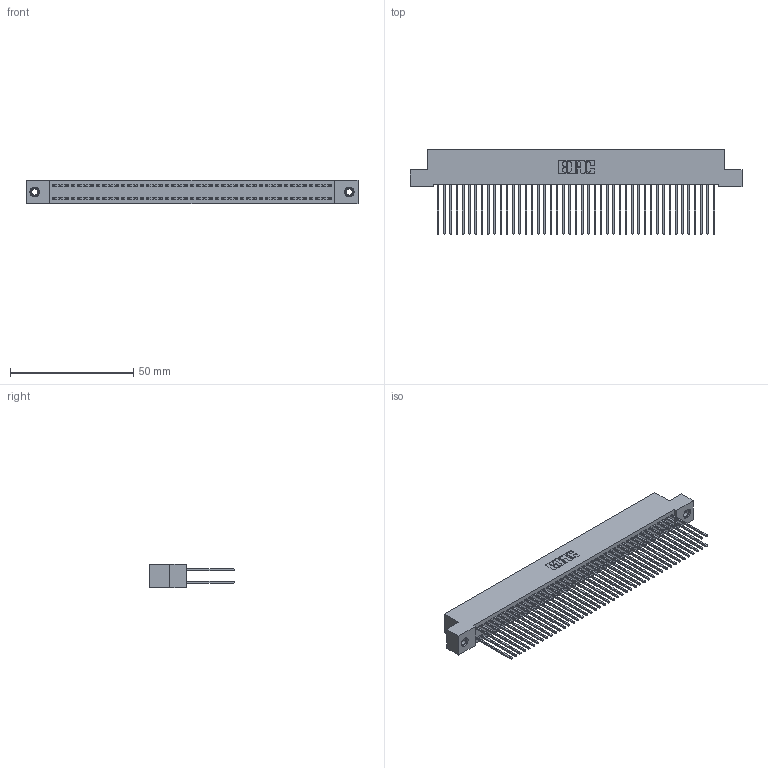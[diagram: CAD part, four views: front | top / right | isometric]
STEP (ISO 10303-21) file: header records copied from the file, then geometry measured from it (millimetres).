
FILE_DESCRIPTION (( 'STEP AP203' ), '1' );
FILE_NAME ('342-090-541-207.STEP', '2019-10-04T14:17:37', ( '' ), ( '' ), 'SwSTEP 2.0', 'SolidWorks 2016', '' );
FILE_SCHEMA (( 'CONFIG_CONTROL_DESIGN' ));
Length unit declared in the file: inch
Products named in the file (4): 342-090-541-207; 342 Part_TI; 345-292-001_345-293-141; 345-250-001_345-250-005-103
Assembly tree (93 placements, depth 2):
  342-090-541-207
    342 Part_TI
    345-292-001_345-293-141  x90
    345-250-001_345-250-005-103  x2
Bounding box: 134.62 x 34.3 x 9.4 mm (x, y, z)
Volume: 12613.4 mm3; surface area: 22966.1 mm2
Topology: 93 solids, 93 shells, 4850 faces, 14385 edges, 9462 vertices
Faces by surface type: plane 3338, cylinder 1496, cone 12, torus 4
Entity records: 29634 total; most frequent: CARTESIAN_POINT 4889, ORIENTED_EDGE 4818, DIRECTION 4203, EDGE_CURVE 2409, LINE 2261, VECTOR 2261, VERTEX_POINT 1600, AXIS2_PLACEMENT_3D 971
